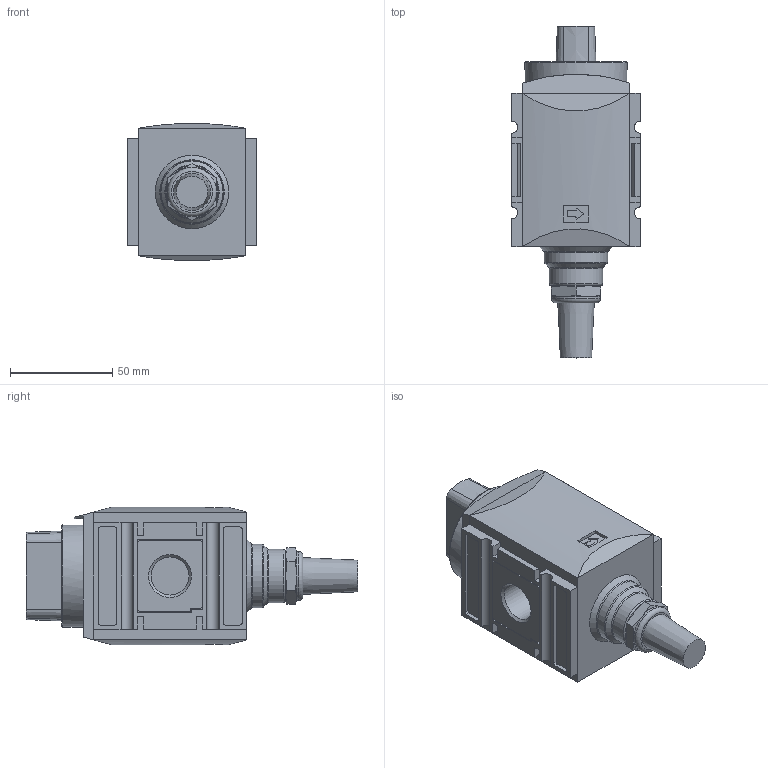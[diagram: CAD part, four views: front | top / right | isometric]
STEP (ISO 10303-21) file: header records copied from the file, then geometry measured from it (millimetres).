
FILE_DESCRIPTION( ( 'STEP AP214' ), ' ' );
FILE_NAME( '94002.EE00.stp', '2016-12-06T08:39:23', ( '' ), ( '' ), ' ', 'PARTsolutions', ' ' );
FILE_SCHEMA( ( 'AUTOMOTIVE_DESIGN { 1 0 10303 214 1 1 1 1 }' ) );
Length unit declared in the file: millimetre
Products named in the file (3): 94002.EE00; _FU 982G 1/2000-1; _S.33-92G 1/2_SD
Assembly tree (2 placements, depth 2):
  94002.EE00
    _FU 982G 1/2000-1
    _S.33-92G 1/2_SD
Bounding box: 63 x 162.5 x 67.1 mm (x, y, z)
Volume: 352116.3 mm3; surface area: 44953.6 mm2
Topology: 2 solids, 2 shells, 307 faces, 788 edges, 512 vertices
Faces by surface type: plane 202, cylinder 72, cone 27, torus 6
Full cylindrical faces by diameter (mm): 18 x1, 18.631 x3, 20.955 x1, 24 x1, 26 x1, 31 x1, 50 x1
Entity records: 11690 total; most frequent: CARTESIAN_POINT 1700, DIRECTION 1550, ORIENTED_EDGE 1522, EDGE_CURVE 761, LINE 544, VECTOR 544, VERTEX_POINT 509, AXIS2_PLACEMENT_3D 503
